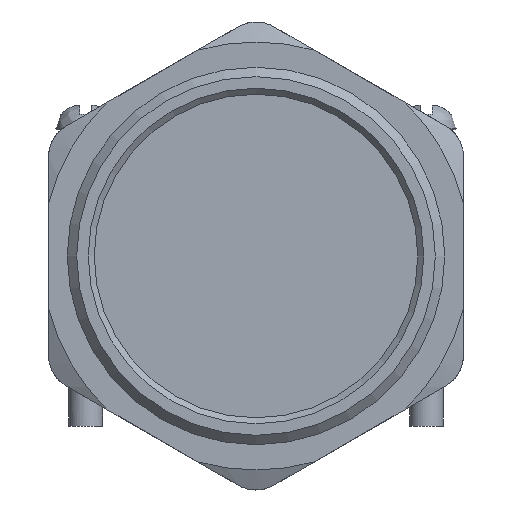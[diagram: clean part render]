
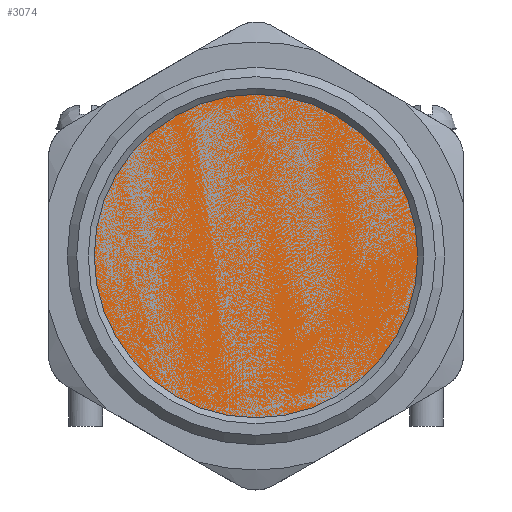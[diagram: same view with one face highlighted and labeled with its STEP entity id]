
A CAD part, left-side view. The second image highlights one B-rep face of the part: STEP entity #3074.
In plain terms, the highlighted planar face has unit normal (1, 0, 0).
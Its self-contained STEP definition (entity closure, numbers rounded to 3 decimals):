
#259=PLANE('',#3388);
#760=FACE_OUTER_BOUND('',#947,.T.);
#947=EDGE_LOOP('',(#2684));
#1071=CIRCLE('',#3389,15.925);
#1408=VERTEX_POINT('',#5759);
#1834=EDGE_CURVE('',#1408,#1408,#1071,.T.);
#2684=ORIENTED_EDGE('',*,*,#1834,.T.);
#3074=ADVANCED_FACE('',(#760),#259,.T.);
#3388=AXIS2_PLACEMENT_3D('',#5758,#4153,#4154);
#3389=AXIS2_PLACEMENT_3D('',#5760,#4155,#4156);
#4153=DIRECTION('center_axis',(1.,0.,0.));
#4154=DIRECTION('ref_axis',(0.,0.,-1.));
#4155=DIRECTION('center_axis',(1.,0.,0.));
#4156=DIRECTION('ref_axis',(0.,0.,
-1.));
#5758=CARTESIAN_POINT('Origin',(-6.66,-0.025,0.072));
#5759=CARTESIAN_POINT('',(-6.66,15.9,0.072));
#5760=CARTESIAN_POINT('Origin',(-6.66,-0.025,0.072));
